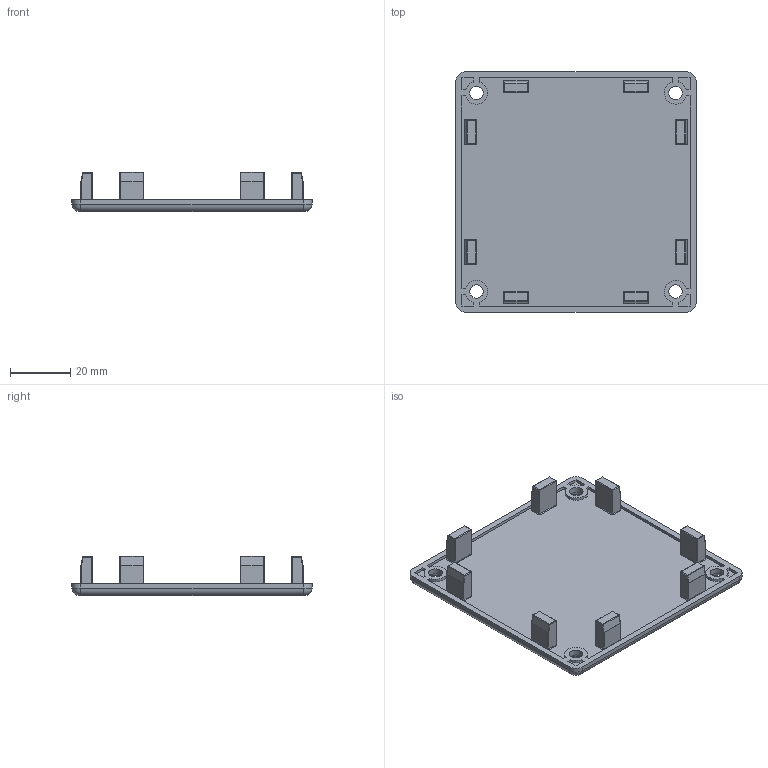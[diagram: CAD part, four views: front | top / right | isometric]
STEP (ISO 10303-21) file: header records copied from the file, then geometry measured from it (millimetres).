
FILE_DESCRIPTION (( 'STEP AP203' ), '1' );
FILE_NAME ('201808010_c_1.STEP', '2023-03-19T03:18:58', ( '' ), ( '' ), 'SwSTEP 2.0', 'SolidWorks 2014', '' );
FILE_SCHEMA (( 'CONFIG_CONTROL_DESIGN' ));
Length unit declared in the file: millimetre
Products named in the file (1): 201808010_c_1
Bounding box: 80 x 80 x 13 mm (x, y, z)
Volume: 21399.6 mm3; surface area: 16068.7 mm2
Topology: 1 solids, 1 shells, 329 faces, 754 edges, 404 vertices
Faces by surface type: cylinder 154, plane 91, bspline 80, torus 4
Entity records: 9765 total; most frequent: CARTESIAN_POINT 2744, DIRECTION 1494, ORIENTED_EDGE 1428, EDGE_CURVE 714, AXIS2_PLACEMENT_3D 562, VERTEX_POINT 404, LINE 370, VECTOR 370
